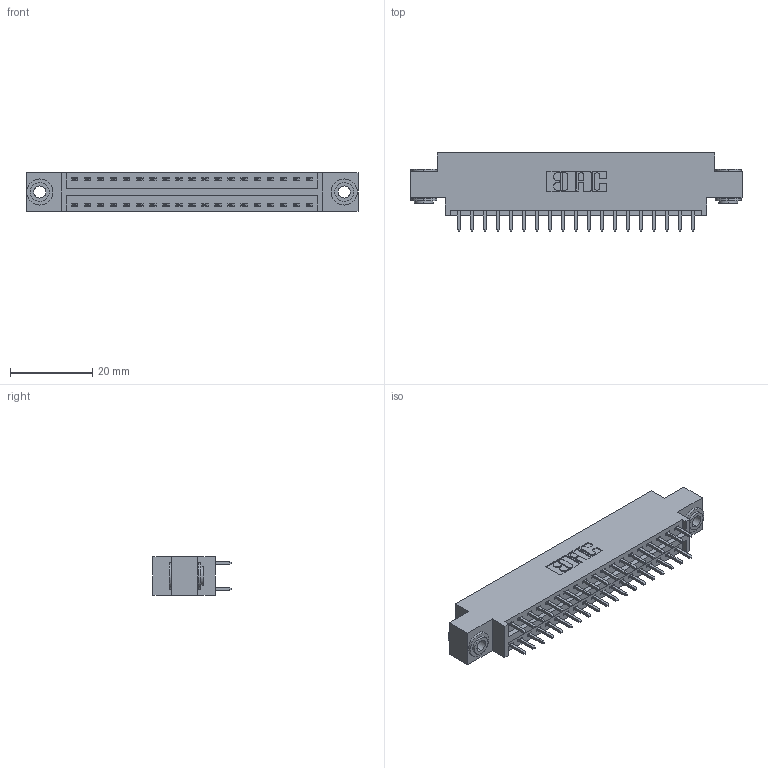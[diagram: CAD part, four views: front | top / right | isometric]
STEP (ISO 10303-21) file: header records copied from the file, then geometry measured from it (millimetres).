
FILE_DESCRIPTION (( 'STEP AP203' ), '1' );
FILE_NAME ('346-038-521-803.STEP', '2018-08-24T04:50:02', ( '' ), ( '' ), 'SwSTEP 2.0', 'SolidWorks 2016', '' );
FILE_SCHEMA (( 'CONFIG_CONTROL_DESIGN' ));
Length unit declared in the file: inch
Products named in the file (4): 346 Part_0.170 Offset - 0.156 Dia-TH; 345-292-001_345-293-121; 345-250-002_345-250-002-102; 346-038-521-803
Assembly tree (41 placements, depth 2):
  346-038-521-803
    346 Part_0.170 Offset - 0.156 Dia-TH
    345-292-001_345-293-121  x38
    345-250-002_345-250-002-102  x2
Bounding box: 80.9 x 19.05 x 9.4 mm (x, y, z)
Volume: 7559.3 mm3; surface area: 10318.6 mm2
Topology: 41 solids, 41 shells, 2140 faces, 6307 edges, 4150 vertices
Faces by surface type: plane 1420, cylinder 712, cone 8
Entity records: 16296 total; most frequent: CARTESIAN_POINT 2695, ORIENTED_EDGE 2622, DIRECTION 2457, EDGE_CURVE 1311, LINE 1079, VECTOR 1079, VERTEX_POINT 870, AXIS2_PLACEMENT_3D 689
